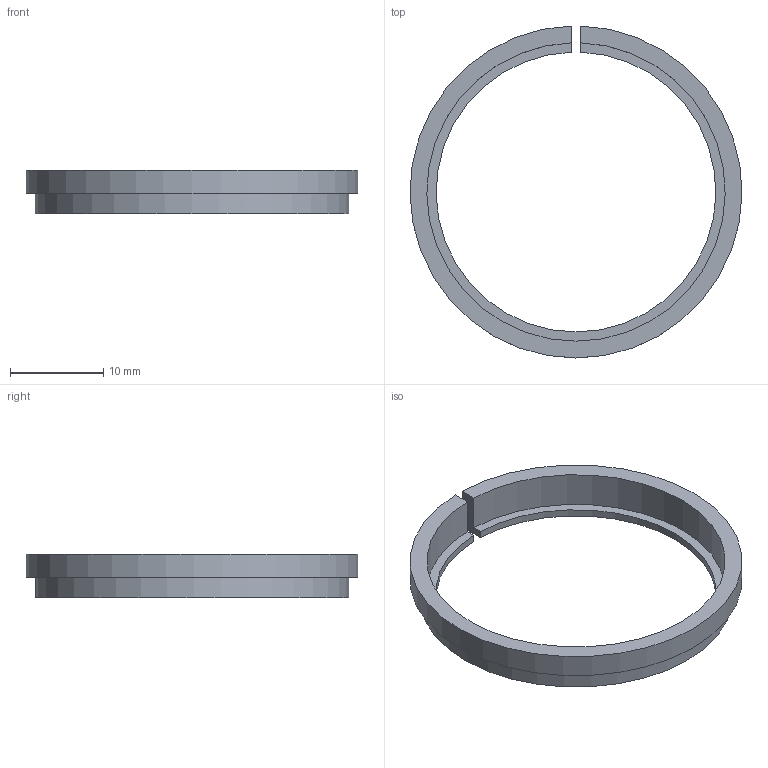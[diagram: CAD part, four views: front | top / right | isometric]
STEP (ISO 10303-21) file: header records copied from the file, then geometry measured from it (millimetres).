
FILE_DESCRIPTION(/* description */ (''),/* implementation_level */ '2;1');
FILE_NAME(/* name */ '32to36mm-FilterAdapter.stp',/* time_stamp */ '2024-10-18T17:36:41+02:00',/* author */ ('nvladi'),/* organization */ (''),/* preprocessor_version */ 'ST-DEVELOPER v19',/* originating_system */ 'Autodesk Inventor 2023',/* authorisation */ '');
FILE_SCHEMA (('AUTOMOTIVE_DESIGN { 1 0 10303 214 3 1 1 }'));
Length unit declared in the file: millimetre
Products named in the file (1): 32to36mm-FilterAdapter
Bounding box: 35.6 x 35.59 x 4.7 mm (x, y, z)
Volume: 730 mm3; surface area: 1555.5 mm2
Topology: 1 solids, 1 shells, 10 faces, 30 edges, 24 vertices
Faces by surface type: plane 6, cylinder 4
Entity records: 395 total; most frequent: DIRECTION 66, CARTESIAN_POINT 59, ORIENTED_EDGE 48, AXIS2_PLACEMENT_3D 25, EDGE_CURVE 24, LINE 16, VECTOR 16, VERTEX_POINT 16
